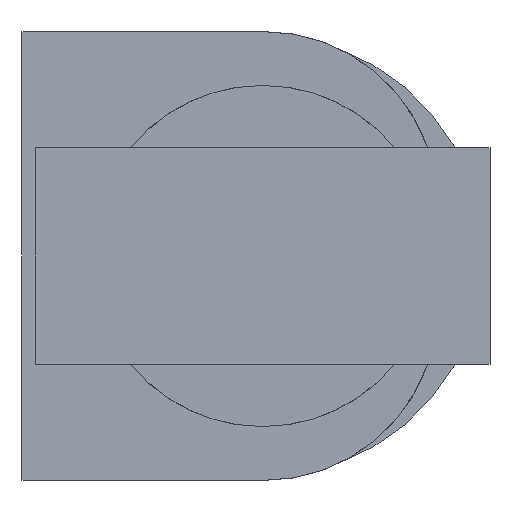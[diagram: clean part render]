
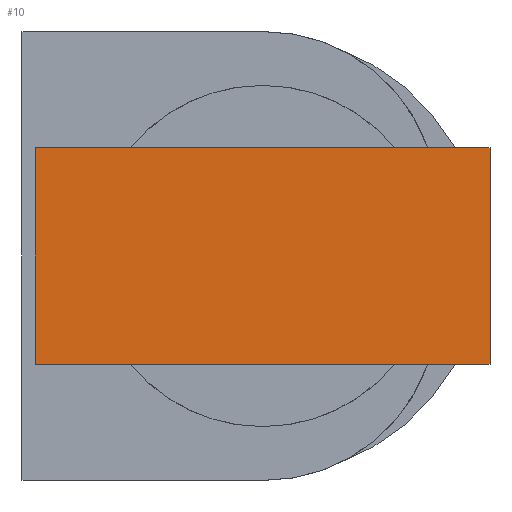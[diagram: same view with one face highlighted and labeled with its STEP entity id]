
A CAD part, front view. The second image highlights one B-rep face of the part: STEP entity #10.
In plain terms, the highlighted planar face has unit normal (0, -1, 0).
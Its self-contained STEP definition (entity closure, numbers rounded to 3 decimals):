
#10 = ADVANCED_FACE ( 'NONE', ( #1690 ), #1530, .F. ) ;
#72 = LINE ( 'NONE', #90, #1407 ) ;
#90 = CARTESIAN_POINT ( 'NONE',  ( 20., -24.35, 9.5 ) ) ;
#95 = VERTEX_POINT ( 'NONE', #633 ) ;
#99 = DIRECTION ( 'NONE',  ( 0., 0., -1. ) ) ;
#161 = CARTESIAN_POINT ( 'NONE',  ( 20., -24.35, -9.5 ) ) ;
#179 = VERTEX_POINT ( 'NONE', #332 ) ;
#248 = LINE ( 'NONE', #1151, #647 ) ;
#322 = DIRECTION ( 'NONE',  ( -1., 0., 0. ) ) ;
#332 = CARTESIAN_POINT ( 'NONE',  ( -20., -24.35, 9.5 ) ) ;
#368 = EDGE_LOOP ( 'NONE', ( #1607, #945, #758, #1336 ) ) ;
#381 = EDGE_CURVE ( 'NONE', #179, #95, #248, .T. ) ;
#389 = VERTEX_POINT ( 'NONE', #701 ) ;
#390 = DIRECTION ( 'NONE',  ( 0., 0., -1. ) ) ;
#507 = LINE ( 'NONE', #1261, #1966 ) ;
#633 = CARTESIAN_POINT ( 'NONE',  ( -20., -24.35, -9.5 ) ) ;
#647 = VECTOR ( 'NONE', #99, 1000. ) ;
#701 = CARTESIAN_POINT ( 'NONE',  ( 20., -24.35, -9.5 ) ) ;
#758 = ORIENTED_EDGE ( 'NONE', *, *, #928, .F. ) ;
#889 = EDGE_CURVE ( 'NONE', #1967, #179, #507, .T. ) ;
#928 = EDGE_CURVE ( 'NONE', #1967, #389, #72, .T. ) ;
#945 = ORIENTED_EDGE ( 'NONE', *, *, #1950, .F. ) ;
#985 = CARTESIAN_POINT ( 'NONE',  ( 20., -24.35, 9.5 ) ) ;
#1077 = LINE ( 'NONE', #161, #1321 ) ;
#1151 = CARTESIAN_POINT ( 'NONE',  ( -20., -24.35, 9.5 ) ) ;
#1201 = CARTESIAN_POINT ( 'NONE',  ( 20., -24.35, 9.5 ) ) ;
#1261 = CARTESIAN_POINT ( 'NONE',  ( 20., -24.35, 9.5 ) ) ;
#1321 = VECTOR ( 'NONE', #322, 1000. ) ;
#1323 = AXIS2_PLACEMENT_3D ( 'NONE', #1201, #1349, #1821 ) ;
#1336 = ORIENTED_EDGE ( 'NONE', *, *, #889, .T. ) ;
#1349 = DIRECTION ( 'NONE',  ( 0., 1., 0. ) ) ;
#1407 = VECTOR ( 'NONE', #390, 1000. ) ;
#1530 = PLANE ( 'NONE',  #1323 ) ;
#1580 = DIRECTION ( 'NONE',  ( -1., 0., 0. ) ) ;
#1607 = ORIENTED_EDGE ( 'NONE', *, *, #381, .T. ) ;
#1690 = FACE_OUTER_BOUND ( 'NONE', #368, .T. ) ;
#1821 = DIRECTION ( 'NONE',  ( 0., 0., 1. ) ) ;
#1950 = EDGE_CURVE ( 'NONE', #389, #95, #1077, .T. ) ;
#1966 = VECTOR ( 'NONE', #1580, 1000. ) ;
#1967 = VERTEX_POINT ( 'NONE', #985 ) ;
